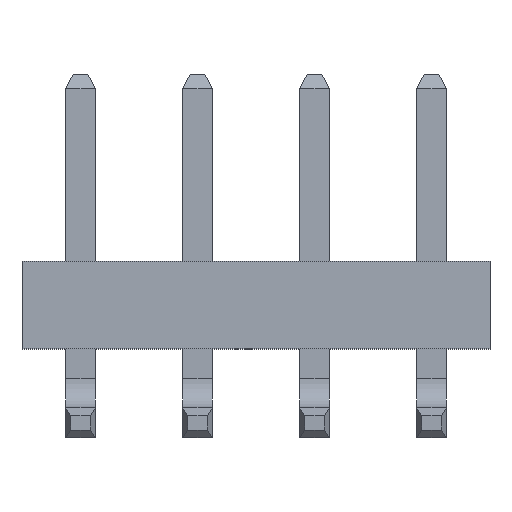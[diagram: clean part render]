
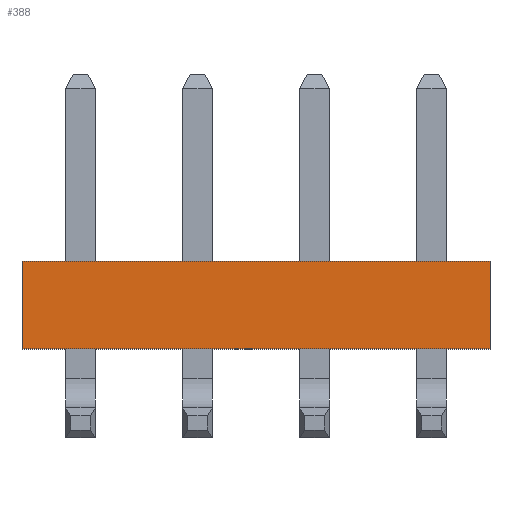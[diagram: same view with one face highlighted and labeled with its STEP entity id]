
A CAD part, top view. The second image highlights one B-rep face of the part: STEP entity #388.
In plain terms, the highlighted planar face has unit normal (0, 0, 1).
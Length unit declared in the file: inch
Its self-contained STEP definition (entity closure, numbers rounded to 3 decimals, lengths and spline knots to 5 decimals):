
#388 = ADVANCED_FACE( '', ( #766 ), #767, .F. );
#766 = FACE_OUTER_BOUND( '', #1148, .T. );
#767 = PLANE( '', #1149 );
#1148 = EDGE_LOOP( '', ( #2053, #2054, #2055, #2056 ) );
#1149 = AXIS2_PLACEMENT_3D( '', #2057, #2058, #2059 );
#2053 = ORIENTED_EDGE( '', *, *, #2311, .T. );
#2054 = ORIENTED_EDGE( '', *, *, #2542, .F. );
#2055 = ORIENTED_EDGE( '', *, *, #2512, .F. );
#2056 = ORIENTED_EDGE( '', *, *, #2569, .T. );
#2057 = CARTESIAN_POINT( '', ( -0.15748, 0.059, 0.039 ) );
#2058 = DIRECTION( '', ( 0., 0., -1. ) );
#2059 = DIRECTION( '', ( -1., 0., 0. ) );
#2311 = EDGE_CURVE( '', #2726, #2730, #2732, .T. );
#2512 = EDGE_CURVE( '', #3060, #3062, #3063, .T. );
#2542 = EDGE_CURVE( '', #3062, #2730, #3103, .T. );
#2569 = EDGE_CURVE( '', #3060, #2726, #3142, .T. );
#2726 = VERTEX_POINT( '', #3331 );
#2730 = VERTEX_POINT( '', #3337 );
#2732 = LINE( '', #3340, #3341 );
#3060 = VERTEX_POINT( '', #3821 );
#3062 = VERTEX_POINT( '', #3824 );
#3063 = LINE( '', #3825, #3826 );
#3103 = LINE( '', #3885, #3886 );
#3142 = LINE( '', #3942, #3943 );
#3331 = CARTESIAN_POINT( '', ( -0.15748, 0., 0.039 ) );
#3337 = CARTESIAN_POINT( '', ( 0.15748, 0., 0.039 ) );
#3340 = CARTESIAN_POINT( '', ( -0.15748, 0., 0.039 ) );
#3341 = VECTOR( '', #4219, 39.37008 );
#3821 = CARTESIAN_POINT( '', ( -0.15748, 0.059, 0.039 ) );
#3824 = CARTESIAN_POINT( '', ( 0.15748, 0.059, 0.039 ) );
#3825 = CARTESIAN_POINT( '', ( -0.15748, 0.059, 0.039 ) );
#3826 = VECTOR( '', #4394, 39.37008 );
#3885 = CARTESIAN_POINT( '', ( 0.15748, 0.059, 0.039 ) );
#3886 = VECTOR( '', #4420, 39.37008 );
#3942 = CARTESIAN_POINT( '', ( -0.15748, 0.059, 0.039 ) );
#3943 = VECTOR( '', #4441, 39.37008 );
#4219 = DIRECTION( '', ( 1., 0., 0. ) );
#4394 = DIRECTION( '', ( 1., 0., 0. ) );
#4420 = DIRECTION( '', ( 0., -1., 0. ) );
#4441 = DIRECTION( '', ( 0., -1., 0. ) );
